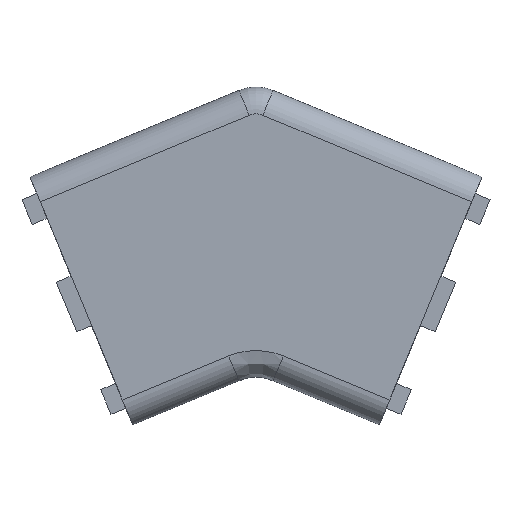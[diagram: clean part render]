
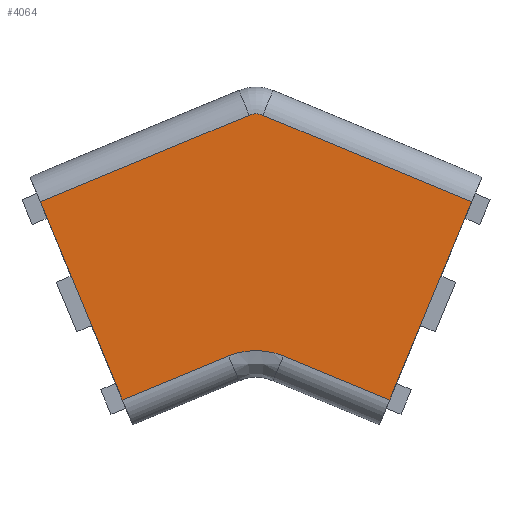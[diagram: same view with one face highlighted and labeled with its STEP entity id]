
A CAD part, front view. The second image highlights one B-rep face of the part: STEP entity #4064.
In plain terms, the highlighted planar face has unit normal (0, -1, 0).
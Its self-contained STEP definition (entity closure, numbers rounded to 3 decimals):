
#80 = CARTESIAN_POINT ( 'NONE',  ( 0., -15., 0. ) ) ;
#81 = DIRECTION ( 'NONE',  ( 0., 0., -1. ) ) ;
#161 = ORIENTED_EDGE ( 'NONE', *, *, #5186, .F. ) ;
#303 = DIRECTION ( 'NONE',  ( -0.924, 0., 0.383 ) ) ;
#455 = DIRECTION ( 'NONE',  ( -0.383, 0., 0.924 ) ) ;
#863 = CIRCLE ( 'NONE', #5560, 2. ) ;
#911 = EDGE_CURVE ( 'NONE', #3927, #4117, #6987, .T. ) ;
#1078 = LINE ( 'NONE', #2803, #5460 ) ;
#1225 = VERTEX_POINT ( 'NONE', #3630 ) ;
#1288 = EDGE_CURVE ( 'NONE', #3171, #3927, #5912, .T. ) ;
#1476 = EDGE_CURVE ( 'NONE', #2698, #2481, #1078, .T. ) ;
#1523 = VECTOR ( 'NONE', #3262, 1000. ) ;
#1673 = DIRECTION ( 'NONE',  ( -0.383, 0., -0.924 ) ) ;
#1727 =( BOUNDED_CURVE ( )  B_SPLINE_CURVE ( 3, ( #3289, #2696, #3327, #4390 ),
 .UNSPECIFIED., .F., .F. ) 
 B_SPLINE_CURVE_WITH_KNOTS ( ( 4, 4 ),
 ( 0., 1. ),
 .UNSPECIFIED. ) 
 CURVE ( )  GEOMETRIC_REPRESENTATION_ITEM ( )  RATIONAL_B_SPLINE_CURVE ( ( 1., 0.949, 0.949, 1. ) ) 
 REPRESENTATION_ITEM ( '' )  );
#1732 = CARTESIAN_POINT ( 'NONE',  ( 24.129, -15., 19.23 ) ) ;
#1960 = ORIENTED_EDGE ( 'NONE', *, *, #2059, .F. ) ;
#1994 = EDGE_LOOP ( 'NONE', ( #5334, #5739, #161, #4127, #4906, #3339, #5852, #1960 ) ) ;
#2021 = CARTESIAN_POINT ( 'NONE',  ( 26.031, -15., -7.535 ) ) ;
#2059 = EDGE_CURVE ( 'NONE', #2481, #1225, #4227, .T. ) ;
#2481 = VERTEX_POINT ( 'NONE', #4089 ) ;
#2556 = CARTESIAN_POINT ( 'NONE',  ( -3.061, -15., 1.979 ) ) ;
#2696 = CARTESIAN_POINT ( 'NONE',  ( 1.075, -15., 2.802 ) ) ;
#2698 = VERTEX_POINT ( 'NONE', #1732 ) ;
#2799 = CARTESIAN_POINT ( 'NONE',  ( -24.129, -15., 19.23 ) ) ;
#2803 = CARTESIAN_POINT ( 'NONE',  ( 25.277, -15., 22.002 ) ) ;
#2806 = VERTEX_POINT ( 'NONE', #4408 ) ;
#3171 = VERTEX_POINT ( 'NONE', #4402 ) ;
#3255 = VERTEX_POINT ( 'NONE', #5144 ) ;
#3262 = DIRECTION ( 'NONE',  ( 0.924, 0., 0.383 ) ) ;
#3289 = CARTESIAN_POINT ( 'NONE',  ( 3.061, -15., 1.979 ) ) ;
#3323 = LINE ( 'NONE', #3393, #5660 ) ;
#3327 = CARTESIAN_POINT ( 'NONE',  ( -1.075, -15., 2.802 ) ) ;
#3339 = ORIENTED_EDGE ( 'NONE', *, *, #6223, .F. ) ;
#3393 = CARTESIAN_POINT ( 'NONE',  ( 0.765, -15., 28.908 ) ) ;
#3427 = DIRECTION ( 'NONE',  ( 0., 0., 1. ) ) ;
#3501 = FACE_OUTER_BOUND ( 'NONE', #1994, .T. ) ;
#3630 = CARTESIAN_POINT ( 'NONE',  ( 3.061, -15., 1.979 ) ) ;
#3927 = VERTEX_POINT ( 'NONE', #2799 ) ;
#4012 = DIRECTION ( 'NONE',  ( 0., 1., 0. ) ) ;
#4064 = ADVANCED_FACE ( 'NONE', ( #3501 ), #5750, .F. ) ;
#4084 = DIRECTION ( 'NONE',  ( 0., 1., 0. ) ) ;
#4089 = CARTESIAN_POINT ( 'NONE',  ( 14.945, -15., -2.943 ) ) ;
#4117 = VERTEX_POINT ( 'NONE', #5238 ) ;
#4127 = ORIENTED_EDGE ( 'NONE', *, *, #911, .F. ) ;
#4180 = EDGE_CURVE ( 'NONE', #1225, #2806, #1727, .T. ) ;
#4227 = LINE ( 'NONE', #2021, #4853 ) ;
#4390 = CARTESIAN_POINT ( 'NONE',  ( -3.061, -15., 1.979 ) ) ;
#4402 = CARTESIAN_POINT ( 'NONE',  ( -14.945, -15., -2.943 ) ) ;
#4408 = CARTESIAN_POINT ( 'NONE',  ( -3.061, -15., 1.979 ) ) ;
#4571 = DIRECTION ( 'NONE',  ( 0.924, 0., -0.383 ) ) ;
#4853 = VECTOR ( 'NONE', #303, 1000. ) ;
#4903 = CARTESIAN_POINT ( 'NONE',  ( -13.797, -15., -5.715 ) ) ;
#4906 = ORIENTED_EDGE ( 'NONE', *, *, #1288, .F. ) ;
#5144 = CARTESIAN_POINT ( 'NONE',  ( 0.765, -15., 28.908 ) ) ;
#5186 = EDGE_CURVE ( 'NONE', #4117, #3255, #863, .T. ) ;
#5238 = CARTESIAN_POINT ( 'NONE',  ( -0.765, -15., 28.908 ) ) ;
#5334 = ORIENTED_EDGE ( 'NONE', *, *, #1476, .F. ) ;
#5340 = VECTOR ( 'NONE', #5877, 1000. ) ;
#5460 = VECTOR ( 'NONE', #1673, 1000. ) ;
#5478 = CARTESIAN_POINT ( 'NONE',  ( -24.129, -15., 19.23 ) ) ;
#5560 = AXIS2_PLACEMENT_3D ( 'NONE', #6337, #4084, #81 ) ;
#5660 = VECTOR ( 'NONE', #4571, 1000. ) ;
#5739 = ORIENTED_EDGE ( 'NONE', *, *, #6472, .F. ) ;
#5750 = PLANE ( 'NONE',  #6272 ) ;
#5852 = ORIENTED_EDGE ( 'NONE', *, *, #4180, .F. ) ;
#5877 = DIRECTION ( 'NONE',  ( -0.924, 0., -0.383 ) ) ;
#5912 = LINE ( 'NONE', #4903, #6991 ) ;
#6223 = EDGE_CURVE ( 'NONE', #2806, #3171, #6937, .T. ) ;
#6272 = AXIS2_PLACEMENT_3D ( 'NONE', #80, #4012, #3427 ) ;
#6337 = CARTESIAN_POINT ( 'NONE',  ( 0., -15., 27.06 ) ) ;
#6472 = EDGE_CURVE ( 'NONE', #3255, #2698, #3323, .T. ) ;
#6937 = LINE ( 'NONE', #2556, #5340 ) ;
#6987 = LINE ( 'NONE', #5478, #1523 ) ;
#6991 = VECTOR ( 'NONE', #455, 1000. ) ;
